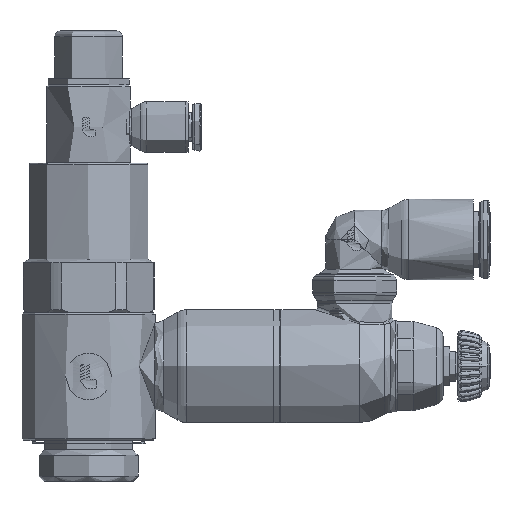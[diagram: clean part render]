
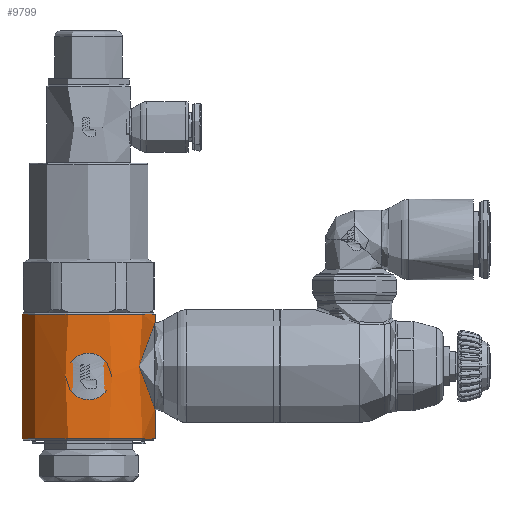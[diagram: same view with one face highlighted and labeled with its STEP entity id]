
A CAD part, top view. The second image highlights one B-rep face of the part: STEP entity #9799.
In plain terms, the highlighted cylindrical face has radius 11.2 mm (diameter 22.4 mm), a partial arc.
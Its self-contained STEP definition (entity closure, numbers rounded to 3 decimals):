
#9799=ADVANCED_FACE('',(#19761,#19762),#19763,.T.);
#19761=FACE_OUTER_BOUND('',#42649,.T.);
#19762=FACE_BOUND('',#42650,.T.);
#19763=CYLINDRICAL_SURFACE('',#42651,11.2);
#42649=EDGE_LOOP('',(#71652,#71653,#71654,#71655,#71656,#71657,#71658,#71659));
#42650=EDGE_LOOP('',(#71660,#71661));
#42651=AXIS2_PLACEMENT_3D('',#71662,#71663,#71664);
#71652=ORIENTED_EDGE('',*,*,#77034,.T.);
#71653=ORIENTED_EDGE('',*,*,#78340,.F.);
#71654=ORIENTED_EDGE('',*,*,#79891,.F.);
#71655=ORIENTED_EDGE('',*,*,#78338,.F.);
#71656=ORIENTED_EDGE('',*,*,#77038,.T.);
#71657=ORIENTED_EDGE('',*,*,#83454,.F.);
#71658=ORIENTED_EDGE('',*,*,#77036,.T.);
#71659=ORIENTED_EDGE('',*,*,#84838,.F.);
#71660=ORIENTED_EDGE('',*,*,#84498,.T.);
#71661=ORIENTED_EDGE('',*,*,#82265,.T.);
#71662=CARTESIAN_POINT('',(0.0,5.775,0.0));
#71663=DIRECTION('',(0.0,-1.0,0.0));
#71664=DIRECTION('',(1.0,0.0,0.0));
#77034=EDGE_CURVE('',#89962,#89556,#89963,.T.);
#77036=EDGE_CURVE('',#89966,#89964,#89967,.T.);
#77038=EDGE_CURVE('',#89563,#89968,#89970,.T.);
#78338=EDGE_CURVE('',#89563,#92210,#92211,.T.);
#78340=EDGE_CURVE('',#92212,#89556,#92214,.T.);
#79891=EDGE_CURVE('',#92210,#92212,#94730,.T.);
#82265=EDGE_CURVE('',#98298,#98296,#98299,.T.);
#83454=EDGE_CURVE('',#89966,#89968,#99918,.T.);
#84498=EDGE_CURVE('',#98296,#98298,#101340,.T.);
#84838=EDGE_CURVE('',#89962,#89964,#101767,.T.);
#89556=VERTEX_POINT('',#108608);
#89563=VERTEX_POINT('',#108620);
#89962=VERTEX_POINT('',#109454);
#89963=LINE('',#109455,#109456);
#89964=VERTEX_POINT('',#109457);
#89966=VERTEX_POINT('',#109459);
#89967=LINE('',#109460,#109461);
#89968=VERTEX_POINT('',#109462);
#89970=LINE('',#109464,#109465);
#92210=VERTEX_POINT('',#115121);
#92211=B_SPLINE_CURVE_WITH_KNOTS('',3,(#115122,#115123,#115124,#115125,#115126,#115127),.UNSPECIFIED.,.F.,.F.,(4,2,4),(2.181,2.246,2.275),.UNSPECIFIED.);
#92212=VERTEX_POINT('',#115128);
#92214=B_SPLINE_CURVE_WITH_KNOTS('',3,(#115130,#115131,#115132,#115133,#115134,#115135),.UNSPECIFIED.,.F.,.F.,(4,2,4),(2.563,2.572,2.677),.UNSPECIFIED.);
#94730=B_SPLINE_CURVE_WITH_KNOTS('',3,(#122285,#122286,#122287,#122288,#122289,#122290,#122291,#122292,#122293,#122294,#122295,#122296,#122297,#122298,#122299,#122300,#122301,#122302),.UNSPECIFIED.,.F.,.F.,(4,2,2,2,2,2,2,2,4),(1.282,1.427,1.712,1.999,2.286,2.573,2.86,3.145,3.29),.UNSPECIFIED.);
#98296=VERTEX_POINT('',#129760);
#98298=VERTEX_POINT('',#129763);
#98299=B_SPLINE_CURVE_WITH_KNOTS('',3,(#129764,#129765,#129766,#129767,#129768,#129769,#129770,#129771,#129772,#129773,#129774,#129775,#129776,#129777,#129778,#129779,#129780,#129781),.UNSPECIFIED.,.F.,.F.,(4,2,2,2,2,2,2,2,4),(-1.186,-1.038,-0.889,-0.741,-0.593,-0.445,-0.297,-0.148,0.0),.UNSPECIFIED.);
#99918=CIRCLE('',#134319,11.2);
#101340=B_SPLINE_CURVE_WITH_KNOTS('',3,(#137407,#137408,#137409,#137410,#137411,#137412,#137413,#137414,#137415,#137416,#137417,#137418,#137419,#137420,#137421,#137422,#137423,#137424),.UNSPECIFIED.,.F.,.F.,(4,2,2,2,2,2,2,2,4),(-2.372,-2.224,-2.076,-1.927,-1.779,-1.631,-1.483,-1.334,-1.186),.UNSPECIFIED.);
#101767=CIRCLE('',#138318,11.2);
#108608=CARTESIAN_POINT('',(11.2,12.049,0.0));
#108620=CARTESIAN_POINT('',(11.2,26.651,0.0));
#109454=CARTESIAN_POINT('',(11.2,7.15,0.));
#109455=CARTESIAN_POINT('',(11.2,17.6,0.));
#109456=VECTOR('',#147552,1.0);
#109457=CARTESIAN_POINT('',(-11.2,7.15,0.0));
#109459=CARTESIAN_POINT('',(-11.2,28.05,0.));
#109460=CARTESIAN_POINT('',(-11.2,17.6,0.));
#109461=VECTOR('',#147556,1.0);
#109462=CARTESIAN_POINT('',(11.2,28.05,0.0));
#109464=CARTESIAN_POINT('',(11.2,17.6,0.));
#109465=VECTOR('',#147560,1.0);
#115121=CARTESIAN_POINT('',(11.112,26.514,1.404));
#115122=CARTESIAN_POINT('',(11.2,26.651,0.));
#115123=CARTESIAN_POINT('',(11.2,26.651,0.328));
#115124=CARTESIAN_POINT('',(11.186,26.629,0.654));
#115125=CARTESIAN_POINT('',(11.145,26.565,1.123));
#115126=CARTESIAN_POINT('',(11.129,26.541,1.264));
#115127=CARTESIAN_POINT('',(11.112,26.514,1.404));
#115128=CARTESIAN_POINT('',(11.112,12.186,1.404));
#115130=CARTESIAN_POINT('',(11.112,12.186,1.404));
#115131=CARTESIAN_POINT('',(11.116,12.179,1.369));
#115132=CARTESIAN_POINT('',(11.12,12.173,1.334));
#115133=CARTESIAN_POINT('',(11.175,12.088,0.867));
#115134=CARTESIAN_POINT('',(11.2,12.049,0.434));
#115135=CARTESIAN_POINT('',(11.2,12.049,0.));
#122285=CARTESIAN_POINT('',(11.112,26.514,1.404));
#122286=CARTESIAN_POINT('',(11.05,26.418,1.894));
#122287=CARTESIAN_POINT('',(10.955,26.27,2.377));
#122288=CARTESIAN_POINT('',(10.601,25.699,3.731));
#122289=CARTESIAN_POINT('',(10.266,25.141,4.533));
#122290=CARTESIAN_POINT('',(9.61,23.877,5.797));
#122291=CARTESIAN_POINT('',(9.237,23.076,6.351));
#122292=CARTESIAN_POINT('',(8.673,21.294,7.103));
#122293=CARTESIAN_POINT('',(8.494,20.307,7.3));
#122294=CARTESIAN_POINT('',(8.494,18.393,7.3));
#122295=CARTESIAN_POINT('',(8.673,17.406,7.103));
#122296=CARTESIAN_POINT('',(9.237,15.624,6.351));
#122297=CARTESIAN_POINT('',(9.61,14.823,5.797));
#122298=CARTESIAN_POINT('',(10.266,13.559,4.533));
#122299=CARTESIAN_POINT('',(10.601,13.001,3.731));
#122300=CARTESIAN_POINT('',(10.955,12.43,2.377));
#122301=CARTESIAN_POINT('',(11.05,12.282,1.894));
#122302=CARTESIAN_POINT('',(11.112,12.186,1.404));
#129760=CARTESIAN_POINT('',(3.9,17.6,10.499));
#129763=CARTESIAN_POINT('',(-3.9,17.6,10.499));
#129764=CARTESIAN_POINT('',(-3.9,17.6,10.499));
#129765=CARTESIAN_POINT('',(-3.9,18.094,10.499));
#129766=CARTESIAN_POINT('',(-3.8,18.618,10.538));
#129767=CARTESIAN_POINT('',(-3.401,19.578,10.673));
#129768=CARTESIAN_POINT('',(-3.102,20.014,10.768));
#129769=CARTESIAN_POINT('',(-2.414,20.702,10.943));
#129770=CARTESIAN_POINT('',(-1.978,21.001,11.035));
#129771=CARTESIAN_POINT('',(-1.018,21.4,11.164));
#129772=CARTESIAN_POINT('',(-0.494,21.5,11.2));
#129773=CARTESIAN_POINT('',(0.494,21.5,11.2));
#129774=CARTESIAN_POINT('',(1.018,21.4,11.164));
#129775=CARTESIAN_POINT('',(1.978,21.001,11.035));
#129776=CARTESIAN_POINT('',(2.414,20.702,10.943));
#129777=CARTESIAN_POINT('',(3.102,20.014,10.768));
#129778=CARTESIAN_POINT('',(3.401,19.578,10.673));
#129779=CARTESIAN_POINT('',(3.8,18.618,10.538));
#129780=CARTESIAN_POINT('',(3.9,18.094,10.499));
#129781=CARTESIAN_POINT('',(3.9,17.6,10.499));
#134319=AXIS2_PLACEMENT_3D('',#156678,#156679,#156680);
#137407=CARTESIAN_POINT('',(3.9,17.6,10.499));
#137408=CARTESIAN_POINT('',(3.9,17.106,10.499));
#137409=CARTESIAN_POINT('',(3.8,16.582,10.538));
#137410=CARTESIAN_POINT('',(3.401,15.622,10.673));
#137411=CARTESIAN_POINT('',(3.102,15.186,10.768));
#137412=CARTESIAN_POINT('',(2.414,14.498,10.943));
#137413=CARTESIAN_POINT('',(1.978,14.199,11.035));
#137414=CARTESIAN_POINT('',(1.018,13.8,11.164));
#137415=CARTESIAN_POINT('',(0.494,13.7,11.2));
#137416=CARTESIAN_POINT('',(-0.494,13.7,11.2));
#137417=CARTESIAN_POINT('',(-1.018,13.8,11.164));
#137418=CARTESIAN_POINT('',(-1.978,14.199,11.035));
#137419=CARTESIAN_POINT('',(-2.414,14.498,10.943));
#137420=CARTESIAN_POINT('',(-3.102,15.186,10.768));
#137421=CARTESIAN_POINT('',(-3.401,15.622,10.673));
#137422=CARTESIAN_POINT('',(-3.8,16.582,10.538));
#137423=CARTESIAN_POINT('',(-3.9,17.106,10.499));
#137424=CARTESIAN_POINT('',(-3.9,17.6,10.499));
#138318=AXIS2_PLACEMENT_3D('',#158467,#158468,#158469);
#147552=DIRECTION('',(-0.0,1.0,-0.0));
#147556=DIRECTION('',(0.0,-1.0,0.0));
#147560=DIRECTION('',(-0.0,1.0,-0.0));
#156678=CARTESIAN_POINT('',(0.0,28.05,0.0));
#156679=DIRECTION('',(0.0,1.0,0.0));
#156680=DIRECTION('',(-1.0,0.0,0.0));
#158467=CARTESIAN_POINT('',(0.0,7.15,0.0));
#158468=DIRECTION('',(0.0,-1.0,0.0));
#158469=DIRECTION('',(-1.0,0.0,0.0));
